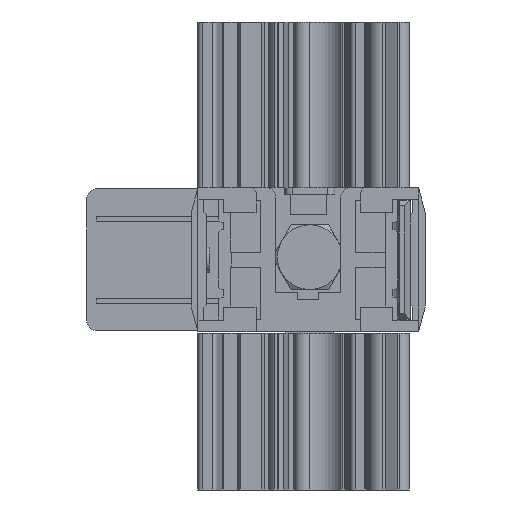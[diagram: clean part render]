
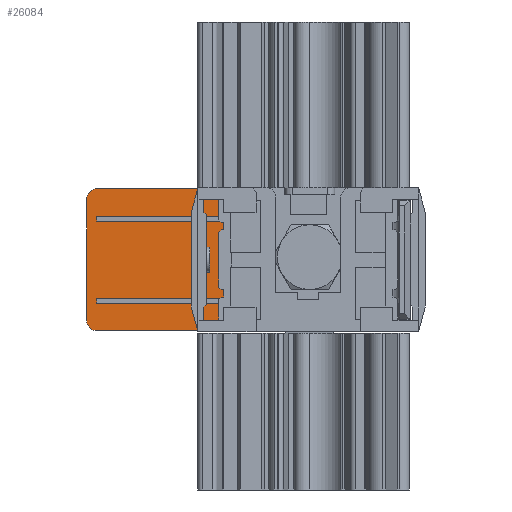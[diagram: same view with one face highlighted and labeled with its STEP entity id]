
A CAD part, front view. The second image highlights one B-rep face of the part: STEP entity #26084.
In plain terms, the highlighted planar face has unit normal (0, -1, 0).
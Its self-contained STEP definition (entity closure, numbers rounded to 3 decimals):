
#469=CIRCLE('',#27356,2.);
#470=CIRCLE('',#27358,2.);
#4156=ORIENTED_EDGE('',*,*,#7903,.T.);
#4157=ORIENTED_EDGE('',*,*,#8029,.T.);
#4158=ORIENTED_EDGE('',*,*,#8031,.F.);
#4159=ORIENTED_EDGE('',*,*,#8032,.T.);
#4160=ORIENTED_EDGE('',*,*,#7967,.F.);
#4161=ORIENTED_EDGE('',*,*,#8033,.T.);
#4162=ORIENTED_EDGE('',*,*,#8034,.T.);
#4163=ORIENTED_EDGE('',*,*,#8035,.F.);
#4164=ORIENTED_EDGE('',*,*,#8036,.F.);
#4165=ORIENTED_EDGE('',*,*,#8037,.T.);
#4166=ORIENTED_EDGE('',*,*,#8038,.F.);
#4167=ORIENTED_EDGE('',*,*,#8039,.T.);
#4168=ORIENTED_EDGE('',*,*,#8040,.T.);
#4169=ORIENTED_EDGE('',*,*,#8041,.T.);
#7903=EDGE_CURVE('',#10157,#10156,#12230,.T.);
#7967=EDGE_CURVE('',#10192,#10193,#12287,.T.);
#8029=EDGE_CURVE('',#10156,#10221,#469,.F.);
#8031=EDGE_CURVE('',#10222,#10221,#12326,.T.);
#8032=EDGE_CURVE('',#10222,#10193,#470,.F.);
#8033=EDGE_CURVE('',#10192,#10223,#12327,.T.);
#8034=EDGE_CURVE('',#10223,#10224,#12328,.T.);
#8035=EDGE_CURVE('',#10225,#10224,#12329,.T.);
#8036=EDGE_CURVE('',#10226,#10225,#12330,.T.);
#8037=EDGE_CURVE('',#10226,#10227,#12331,.T.);
#8038=EDGE_CURVE('',#10228,#10227,#12332,.T.);
#8039=EDGE_CURVE('',#10228,#10229,#12333,.T.);
#8040=EDGE_CURVE('',#10229,#10230,#12334,.T.);
#8041=EDGE_CURVE('',#10230,#10157,#12335,.T.);
#10156=VERTEX_POINT('',#36428);
#10157=VERTEX_POINT('',#36430);
#10192=VERTEX_POINT('',#36571);
#10193=VERTEX_POINT('',#36572);
#10221=VERTEX_POINT('',#36716);
#10222=VERTEX_POINT('',#36720);
#10223=VERTEX_POINT('',#36723);
#10224=VERTEX_POINT('',#36725);
#10225=VERTEX_POINT('',#36727);
#10226=VERTEX_POINT('',#36729);
#10227=VERTEX_POINT('',#36731);
#10228=VERTEX_POINT('',#36733);
#10229=VERTEX_POINT('',#36735);
#10230=VERTEX_POINT('',#36737);
#12230=LINE('',#36429,#14400);
#12287=LINE('',#36570,#14457);
#12326=LINE('',#36719,#14496);
#12327=LINE('',#36722,#14497);
#12328=LINE('',#36724,#14498);
#12329=LINE('',#36726,#14499);
#12330=LINE('',#36728,#14500);
#12331=LINE('',#36730,#14501);
#12332=LINE('',#36732,#14502);
#12333=LINE('',#36734,#14503);
#12334=LINE('',#36736,#14504);
#12335=LINE('',#36738,#14505);
#14400=VECTOR('',#30771,1000.);
#14457=VECTOR('',#30890,1000.);
#14496=VECTOR('',#31057,1000.);
#14497=VECTOR('',#31060,1000.);
#14498=VECTOR('',#31061,1000.);
#14499=VECTOR('',#31062,1000.);
#14500=VECTOR('',#31063,1000.);
#14501=VECTOR('',#31064,1000.);
#14502=VECTOR('',#31065,1000.);
#14503=VECTOR('',#31066,1000.);
#14504=VECTOR('',#31067,1000.);
#14505=VECTOR('',#31068,1000.);
#15890=EDGE_LOOP('',(#4156,#4157,#4158,#4159,#4160,#4161,#4162,#4163,#4164,
#4165,#4166,#4167,#4168,#4169));
#17021=FACE_BOUND('',#15890,.T.);
#17984=PLANE('',#27357);
#26084=ADVANCED_FACE('',(#17021),#17984,.F.);
#27356=AXIS2_PLACEMENT_3D('',#36715,#31052,#31053);
#27357=AXIS2_PLACEMENT_3D('',#36718,#31055,#31056);
#27358=AXIS2_PLACEMENT_3D('',#36721,#31058,#31059);
#30771=DIRECTION('',(-1.,0.,0.));
#30890=DIRECTION('',(-1.,0.,0.));
#31052=DIRECTION('',(0.,1.,0.));
#31053=DIRECTION('',(1.,0.,0.));
#31055=DIRECTION('',(0.,1.,0.));
#31056=DIRECTION('',(1.,0.,0.));
#31057=DIRECTION('',(0.,0.,1.));
#31058=DIRECTION('',(0.,1.,0.));
#31059=DIRECTION('',(1.,0.,0.));
#31060=DIRECTION('',(0.,0.,1.));
#31061=DIRECTION('',(-1.,0.,0.));
#31062=DIRECTION('',(0.,0.,-1.));
#31063=DIRECTION('',(-1.,0.,0.));
#31064=DIRECTION('',(0.,0.,1.));
#31065=DIRECTION('',(1.,0.,0.));
#31066=DIRECTION('',(0.,0.,1.));
#31067=DIRECTION('',(1.,0.,0.));
#31068=DIRECTION('',(0.,0.,1.));
#36428=CARTESIAN_POINT('',(-42.802,7.1,50.525));
#36429=CARTESIAN_POINT('',(15.998,7.1,50.525));
#36430=CARTESIAN_POINT('',(15.998,7.1,50.525));
#36570=CARTESIAN_POINT('',(15.998,7.1,22.025));
#36571=CARTESIAN_POINT('',(15.998,7.1,22.025));
#36572=CARTESIAN_POINT('',(-42.802,7.1,22.025));
#36715=CARTESIAN_POINT('',(-42.802,7.1,48.525));
#36716=CARTESIAN_POINT('',(-44.802,7.1,48.525));
#36718=CARTESIAN_POINT('',(15.998,7.1,22.025));
#36719=CARTESIAN_POINT('',(-44.802,7.1,22.025));
#36720=CARTESIAN_POINT('',(-44.802,7.1,24.025));
#36721=CARTESIAN_POINT('',(-42.802,7.1,24.025));
#36722=CARTESIAN_POINT('',(15.998,7.1,22.025));
#36723=CARTESIAN_POINT('',(15.998,7.1,27.525));
#36724=CARTESIAN_POINT('',(15.998,7.1,27.525));
#36725=CARTESIAN_POINT('',(-42.802,7.1,27.525));
#36726=CARTESIAN_POINT('',(-42.802,7.1,28.525));
#36727=CARTESIAN_POINT('',(-42.802,7.1,28.525));
#36728=CARTESIAN_POINT('',(15.998,7.1,28.525));
#36729=CARTESIAN_POINT('',(15.998,7.1,28.525));
#36730=CARTESIAN_POINT('',(15.998,7.1,22.025));
#36731=CARTESIAN_POINT('',(15.998,7.1,44.025));
#36732=CARTESIAN_POINT('',(-42.802,7.1,44.025));
#36733=CARTESIAN_POINT('',(-42.802,7.1,44.025));
#36734=CARTESIAN_POINT('',(-42.802,7.1,44.025));
#36735=CARTESIAN_POINT('',(-42.802,7.1,45.025));
#36736=CARTESIAN_POINT('',(-42.802,7.1,45.025));
#36737=CARTESIAN_POINT('',(15.998,7.1,45.025));
#36738=CARTESIAN_POINT('',(15.998,7.1,22.025));
